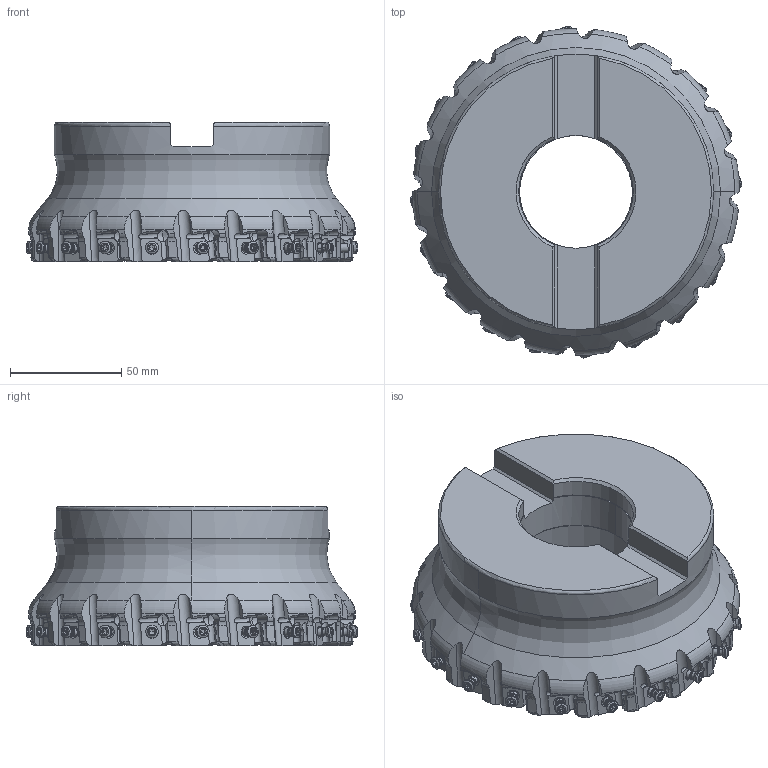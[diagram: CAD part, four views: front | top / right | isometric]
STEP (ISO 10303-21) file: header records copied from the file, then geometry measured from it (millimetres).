
FILE_DESCRIPTION(/* description */ (''),/* implementation_level */ '2;1');
FILE_NAME(/* name */ 'VOX400UR0620F.stp',/* time_stamp */ '2019-03-26T13:44:48+09:00',/* author */ (''),/* organization */ (''),/* preprocessor_version */ 'ST-DEVELOPER v16',/* originating_system */ 'SIEMENS PLM Software NX 10.0',/* authorisation */ '');
FILE_SCHEMA (('AUTOMOTIVE_DESIGN { 1 0 10303 214 3 1 1 1 }'));
Products named in the file (1): VOX400UR0620F_ASM
Bounding box: 149.51 x 149.51 x 62.8 mm (x, y, z)
Volume: 568378.3 mm3; surface area: 75324.5 mm2
Topology: 21 solids, 21 shells, 1628 faces, 4726 edges, 3040 vertices
Faces by surface type: cylinder 708, cone 330, plane 320, torus 210, sphere 60
Entity records: 72091 total; most frequent: CARTESIAN_POINT 30306, ORIENTED_EDGE 9172, DIRECTION 8340, EDGE_CURVE 4586, AXIS2_PLACEMENT_3D 3437, VERTEX_POINT 3040, EDGE_LOOP 1670, ADVANCED_FACE 1628
